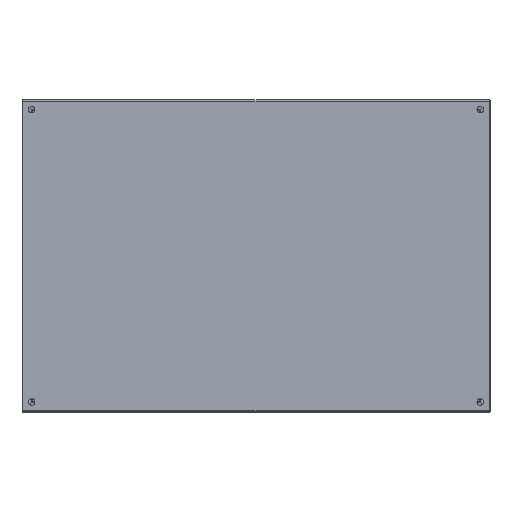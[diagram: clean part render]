
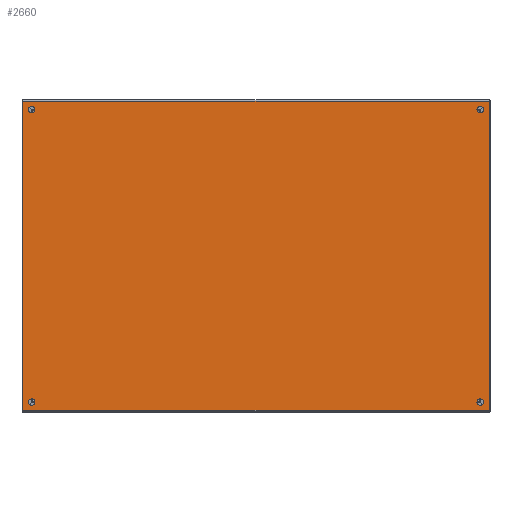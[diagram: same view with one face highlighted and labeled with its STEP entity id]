
A CAD part, top view. The second image highlights one B-rep face of the part: STEP entity #2660.
In plain terms, the highlighted face is planar.
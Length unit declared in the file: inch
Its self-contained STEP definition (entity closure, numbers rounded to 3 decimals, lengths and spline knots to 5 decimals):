
#63 = PLANE ( 'NONE',  #12651 ) ;
#613 = EDGE_CURVE ( 'NONE', #40130, #4118, #23631, .T. ) ;
#649 = CARTESIAN_POINT ( 'NONE',  ( 0., 35., 11.25 ) ) ;
#705 = DIRECTION ( 'NONE',  ( 1., 0., 0. ) ) ;
#1027 = DIRECTION ( 'NONE',  ( 0., 0., -1. ) ) ;
#1334 = AXIS2_PLACEMENT_3D ( 'NONE', #35870, #34563, #41828 ) ;
#2363 = VECTOR ( 'NONE', #3649, 39.37008 ) ;
#2397 = VERTEX_POINT ( 'NONE', #43413 ) ;
#2660 = ADVANCED_FACE ( 'NONE', ( #11271, #17578, #25533, #4025, #45948 ), #63, .F. ) ;
#2986 = DIRECTION ( 'NONE',  ( 0., -1., 0. ) ) ;
#3467 = AXIS2_PLACEMENT_3D ( 'NONE', #39688, #7659, #35718 ) ;
#3649 = DIRECTION ( 'NONE',  ( 0., 1., 0. ) ) ;
#3787 = DIRECTION ( 'NONE',  ( 0., -1., 0. ) ) ;
#4025 = FACE_BOUND ( 'NONE', #38919, .T. ) ;
#4118 = VERTEX_POINT ( 'NONE', #18352 ) ;
#5189 = DIRECTION ( 'NONE',  ( 0., 0., 1. ) ) ;
#5341 = AXIS2_PLACEMENT_3D ( 'NONE', #23566, #37857, #2986 ) ;
#6927 = DIRECTION ( 'NONE',  ( 1., 0., 0. ) ) ;
#7314 = CARTESIAN_POINT ( 'NONE',  ( 0., 0.072, 11.928 ) ) ;
#7659 = DIRECTION ( 'NONE',  ( 1., 0., 0. ) ) ;
#7999 = CARTESIAN_POINT ( 'NONE',  ( 0., 0.5, 11.25 ) ) ;
#9110 = DIRECTION ( 'NONE',  ( 0., -1., 0. ) ) ;
#9319 = VERTEX_POINT ( 'NONE', #15051 ) ;
#9554 = DIRECTION ( 'NONE',  ( 0., -1., 0. ) ) ;
#9767 = VERTEX_POINT ( 'NONE', #7999 ) ;
#10211 = VERTEX_POINT ( 'NONE', #39714 ) ;
#10449 = ORIENTED_EDGE ( 'NONE', *, *, #12675, .T. ) ;
#10673 = CARTESIAN_POINT ( 'NONE',  ( 0., 0.75, 11.25 ) ) ;
#11156 = AXIS2_PLACEMENT_3D ( 'NONE', #30366, #26163, #9110 ) ;
#11271 = FACE_OUTER_BOUND ( 'NONE', #28015, .T. ) ;
#11700 = ORIENTED_EDGE ( 'NONE', *, *, #15899, .T. ) ;
#11909 = EDGE_CURVE ( 'NONE', #10211, #20918, #14143, .T. ) ;
#12651 = AXIS2_PLACEMENT_3D ( 'NONE', #7314, #21527, #3787 ) ;
#12675 = EDGE_CURVE ( 'NONE', #10211, #44758, #15696, .T. ) ;
#13145 = AXIS2_PLACEMENT_3D ( 'NONE', #21321, #28389, #46187 ) ;
#13681 = DIRECTION ( 'NONE',  ( 0., -1., 0. ) ) ;
#14143 = LINE ( 'NONE', #39914, #2363 ) ;
#14620 = CIRCLE ( 'NONE', #13145, 0.25 ) ;
#15051 = CARTESIAN_POINT ( 'NONE',  ( 0., 35.928, 11.892 ) ) ;
#15186 = ORIENTED_EDGE ( 'NONE', *, *, #31616, .T. ) ;
#15675 = DIRECTION ( 'NONE',  ( 0., -1., 0. ) ) ;
#15696 = LINE ( 'NONE', #36548, #36706 ) ;
#15899 = EDGE_CURVE ( 'NONE', #9767, #25874, #14620, .T. ) ;
#15971 = VECTOR ( 'NONE', #15675, 39.37008 ) ;
#16062 = VERTEX_POINT ( 'NONE', #44690 ) ;
#16683 = VERTEX_POINT ( 'NONE', #36792 ) ;
#16999 = EDGE_CURVE ( 'NONE', #16683, #19652, #36468, .T. ) ;
#17578 = FACE_BOUND ( 'NONE', #45175, .T. ) ;
#18352 = CARTESIAN_POINT ( 'NONE',  ( 0., 1., -11.25 ) ) ;
#18389 = EDGE_CURVE ( 'NONE', #2397, #16062, #37285, .T. ) ;
#18771 = CARTESIAN_POINT ( 'NONE',  ( 0., 35.928, -11.928 ) ) ;
#18773 = CIRCLE ( 'NONE', #5341, 0.25 ) ;
#18959 = CARTESIAN_POINT ( 'NONE',  ( 0., 0.072, 11.892 ) ) ;
#19170 = LINE ( 'NONE', #18959, #15971 ) ;
#19652 = VERTEX_POINT ( 'NONE', #649 ) ;
#20918 = VERTEX_POINT ( 'NONE', #34227 ) ;
#21321 = CARTESIAN_POINT ( 'NONE',  ( 0., 0.75, 11.25 ) ) ;
#21527 = DIRECTION ( 'NONE',  ( 1., 0., 0. ) ) ;
#21700 = EDGE_CURVE ( 'NONE', #9319, #20918, #36356, .T. ) ;
#22033 = EDGE_CURVE ( 'NONE', #9319, #44758, #19170, .T. ) ;
#22981 = AXIS2_PLACEMENT_3D ( 'NONE', #27326, #45814, #9554 ) ;
#23566 = CARTESIAN_POINT ( 'NONE',  ( 0., 0.75, -11.25 ) ) ;
#23631 = CIRCLE ( 'NONE', #3467, 0.25 ) ;
#23756 = AXIS2_PLACEMENT_3D ( 'NONE', #36726, #705, #29026 ) ;
#24784 = CARTESIAN_POINT ( 'NONE',  ( 0., 1., 11.25 ) ) ;
#25175 = ORIENTED_EDGE ( 'NONE', *, *, #613, .T. ) ;
#25533 = FACE_BOUND ( 'NONE', #35168, .T. ) ;
#25874 = VERTEX_POINT ( 'NONE', #24784 ) ;
#26163 = DIRECTION ( 'NONE',  ( 1., 0., 0. ) ) ;
#26362 = CARTESIAN_POINT ( 'NONE',  ( 0., 0.5, -11.25 ) ) ;
#27326 = CARTESIAN_POINT ( 'NONE',  ( 0., 35.25, -11.25 ) ) ;
#28015 = EDGE_LOOP ( 'NONE', ( #44184, #42099, #42449, #10449 ) ) ;
#28389 = DIRECTION ( 'NONE',  ( 1., 0., 0. ) ) ;
#29026 = DIRECTION ( 'NONE',  ( 0., -1., 0. ) ) ;
#30366 = CARTESIAN_POINT ( 'NONE',  ( 0., 35.25, -11.25 ) ) ;
#31616 = EDGE_CURVE ( 'NONE', #25874, #9767, #38564, .T. ) ;
#31731 = VECTOR ( 'NONE', #1027, 39.37008 ) ;
#32713 = ORIENTED_EDGE ( 'NONE', *, *, #33389, .T. ) ;
#32720 = CIRCLE ( 'NONE', #1334, 0.25 ) ;
#33184 = EDGE_LOOP ( 'NONE', ( #32713, #42783 ) ) ;
#33375 = EDGE_CURVE ( 'NONE', #16062, #2397, #36458, .T. ) ;
#33389 = EDGE_CURVE ( 'NONE', #19652, #16683, #32720, .T. ) ;
#34227 = CARTESIAN_POINT ( 'NONE',  ( 0., 35.928, -11.892 ) ) ;
#34563 = DIRECTION ( 'NONE',  ( 1., 0., 0. ) ) ;
#34823 = AXIS2_PLACEMENT_3D ( 'NONE', #10673, #6927, #13681 ) ;
#35168 = EDGE_LOOP ( 'NONE', ( #40796, #38897 ) ) ;
#35718 = DIRECTION ( 'NONE',  ( 0., -1., 0. ) ) ;
#35870 = CARTESIAN_POINT ( 'NONE',  ( 0., 35.25, 11.25 ) ) ;
#36356 = LINE ( 'NONE', #18771, #31731 ) ;
#36458 = CIRCLE ( 'NONE', #22981, 0.25 ) ;
#36468 = CIRCLE ( 'NONE', #23756, 0.25 ) ;
#36548 = CARTESIAN_POINT ( 'NONE',  ( 0., 0.072, 11.928 ) ) ;
#36706 = VECTOR ( 'NONE', #5189, 39.37008 ) ;
#36726 = CARTESIAN_POINT ( 'NONE',  ( 0., 35.25, 11.25 ) ) ;
#36792 = CARTESIAN_POINT ( 'NONE',  ( 0., 35.5, 11.25 ) ) ;
#37256 = EDGE_CURVE ( 'NONE', #4118, #40130, #18773, .T. ) ;
#37285 = CIRCLE ( 'NONE', #11156, 0.25 ) ;
#37292 = CARTESIAN_POINT ( 'NONE',  ( 0., 0.072, 11.892 ) ) ;
#37857 = DIRECTION ( 'NONE',  ( 1., 0., 0. ) ) ;
#38564 = CIRCLE ( 'NONE', #34823, 0.25 ) ;
#38897 = ORIENTED_EDGE ( 'NONE', *, *, #18389, .T. ) ;
#38919 = EDGE_LOOP ( 'NONE', ( #11700, #15186 ) ) ;
#39688 = CARTESIAN_POINT ( 'NONE',  ( 0., 0.75, -11.25 ) ) ;
#39714 = CARTESIAN_POINT ( 'NONE',  ( 0., 0.072, -11.892 ) ) ;
#39858 = ORIENTED_EDGE ( 'NONE', *, *, #37256, .T. ) ;
#39914 = CARTESIAN_POINT ( 'NONE',  ( 0., 35.928, -11.892 ) ) ;
#40130 = VERTEX_POINT ( 'NONE', #26362 ) ;
#40796 = ORIENTED_EDGE ( 'NONE', *, *, #33375, .T. ) ;
#41828 = DIRECTION ( 'NONE',  ( 0., -1., 0. ) ) ;
#42099 = ORIENTED_EDGE ( 'NONE', *, *, #21700, .T. ) ;
#42449 = ORIENTED_EDGE ( 'NONE', *, *, #11909, .F. ) ;
#42783 = ORIENTED_EDGE ( 'NONE', *, *, #16999, .T. ) ;
#43413 = CARTESIAN_POINT ( 'NONE',  ( 0., 35.5, -11.25 ) ) ;
#44184 = ORIENTED_EDGE ( 'NONE', *, *, #22033, .F. ) ;
#44690 = CARTESIAN_POINT ( 'NONE',  ( 0., 35., -11.25 ) ) ;
#44758 = VERTEX_POINT ( 'NONE', #37292 ) ;
#45175 = EDGE_LOOP ( 'NONE', ( #25175, #39858 ) ) ;
#45814 = DIRECTION ( 'NONE',  ( 1., 0., 0. ) ) ;
#45948 = FACE_BOUND ( 'NONE', #33184, .T. ) ;
#46187 = DIRECTION ( 'NONE',  ( 0., -1., 0. ) ) ;
